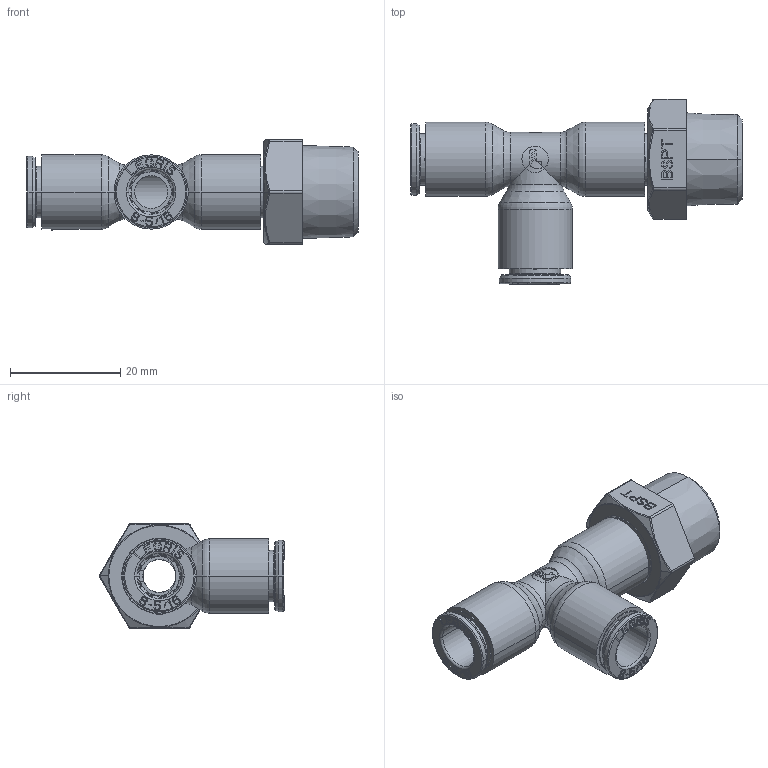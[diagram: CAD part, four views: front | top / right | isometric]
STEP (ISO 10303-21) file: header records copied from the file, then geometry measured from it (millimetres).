
FILE_DESCRIPTION(('STEP AP214'),'1');
FILE_NAME('6873_08_17.stp','2016-07-07T14:46:02',('TraceParts'),('TraceParts S.A.'),'Spatial InterOp 3D',' ',' ');
FILE_SCHEMA(('automotive_design'));
Length unit declared in the file: millimetre
Products named in the file (17): 6873 08 17|44108-19_ASM_1712#44108-19_ASM|44108-30_1708#44108-30;Solide1; 6873 08 17|44108-19_ASM_1712#44108-19_ASM|44108-32_1709#44108-32;Solide1; 6873 08 17|44108-19_ASM_1712#44108-19_ASM|44108_1710#44108;Solide1; 6873 08 17|44108-19_ASM_1712#44108-19_ASM|44108-40_1711#44108-40;Solide1; 6873 08 17|44108-19_ASM_1714#44108-19_ASM|44108-30_1708#44108-30;Solide1; 6873 08 17|44108-19_ASM_1714#44108-19_ASM|44108-32_1709#44108-32;Solide1; 6873 08 17|44108-19_ASM_1714#44108-19_ASM|44108_1710#44108;Solide1; 6873 08 17|44108-19_ASM_1714#44108-19_ASM|44108-40_1711#44108-40;Solide1; 6873 08 17|44108-19_ASM_1716#44108-19_ASM|44108-30_1708#44108-30;Solide1; 6873 08 17|44108-19_ASM_1716#44108-19_ASM|44108-32_1709#44108-32;Solide1; 6873 08 17|44108-19_ASM_1716#44108-19_ASM|44108_1710#44108;Solide1; 6873 08 17|44108-19_ASM_1716#44108-19_ASM|44108-40_1711#44108-40;Solide1; 6873 08 17|44518-04_1707#44518-04;Solide1; 6873 08 17|44108-11-10-ASM_1713#44108-11-10-ASM;Solide1; 6873 08 17|44108-11-10-ASM_1715#44108-11-10-ASM;Solide1; 6873 08 17|44108-11-10-ASM_1717#44108-11-10-ASM;Solide1; 6873 08 17|44518-36_RAINURE_1718#44518-36_RAINURE;Solide1
Bounding box: 60.35 x 33.64 x 19 mm (x, y, z)
Volume: 7377.3 mm3; surface area: 12279.5 mm2
Topology: 17 solids, 17 shells, 2185 faces, 5811 edges, 3753 vertices
Faces by surface type: plane 1367, cone 254, cylinder 232, bspline 180, torus 146, sphere 6
Entity records: 95164 total; most frequent: CARTESIAN_POINT 23328, ORIENTED_EDGE 11606, DIRECTION 10609, EDGE_CURVE 5803, LINE 4179, VECTOR 4179, VERTEX_POINT 3753, AXIS2_PLACEMENT_3D 3215
